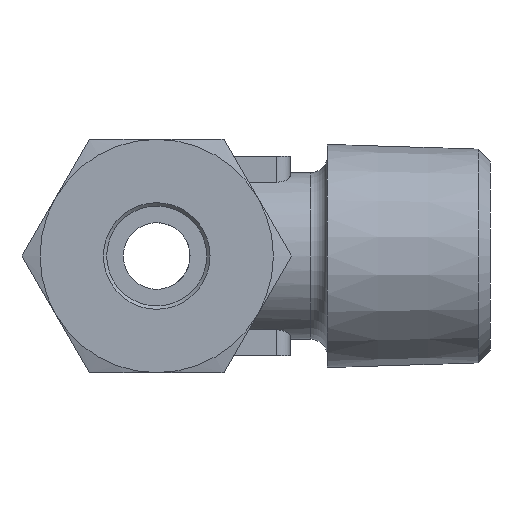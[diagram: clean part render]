
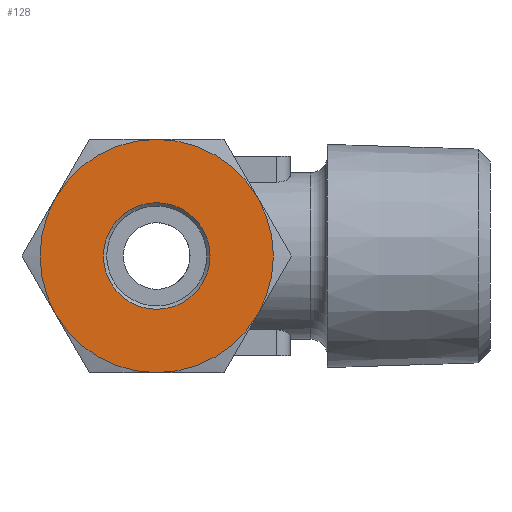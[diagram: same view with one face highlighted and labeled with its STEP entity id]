
A CAD part, left-side view. The second image highlights one B-rep face of the part: STEP entity #128.
In plain terms, the highlighted planar face has unit normal (-1, 0, 0).
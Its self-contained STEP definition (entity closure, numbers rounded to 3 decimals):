
#128 = ADVANCED_FACE( '', ( #294, #295 ), #296, .F. );
#294 = FACE_OUTER_BOUND( '', #520, .T. );
#295 = FACE_BOUND( '', #521, .T. );
#296 = PLANE( '', #522 );
#520 = EDGE_LOOP( '', ( #1043, #1044, #1045, #1046, #1047, #1048 ) );
#521 = EDGE_LOOP( '', ( #1049 ) );
#522 = AXIS2_PLACEMENT_3D( '', #1050, #1051, #1052 );
#1043 = ORIENTED_EDGE( '', *, *, #1504, .F. );
#1044 = ORIENTED_EDGE( '', *, *, #1505, .F. );
#1045 = ORIENTED_EDGE( '', *, *, #1506, .F. );
#1046 = ORIENTED_EDGE( '', *, *, #1507, .F. );
#1047 = ORIENTED_EDGE( '', *, *, #1503, .F. );
#1048 = ORIENTED_EDGE( '', *, *, #1508, .F. );
#1049 = ORIENTED_EDGE( '', *, *, #1378, .T. );
#1050 = CARTESIAN_POINT( '', ( -27., 0., 0. ) );
#1051 = DIRECTION( '', ( 1., 0., 0. ) );
#1052 = DIRECTION( '', ( 0., 0., -1. ) );
#1378 = EDGE_CURVE( '', #1623, #1623, #1624, .T. );
#1503 = EDGE_CURVE( '', #1833, #1746, #1835, .T. );
#1504 = EDGE_CURVE( '', #1836, #1761, #1837, .T. );
#1505 = EDGE_CURVE( '', #1779, #1836, #1838, .T. );
#1506 = EDGE_CURVE( '', #1839, #1779, #1840, .T. );
#1507 = EDGE_CURVE( '', #1746, #1839, #1841, .T. );
#1508 = EDGE_CURVE( '', #1761, #1833, #1842, .T. );
#1623 = VERTEX_POINT( '', #2069 );
#1624 = CIRCLE( '', #2070, 3.2 );
#1746 = VERTEX_POINT( '', #2282 );
#1761 = VERTEX_POINT( '', #2314 );
#1779 = VERTEX_POINT( '', #2354 );
#1833 = VERTEX_POINT( '', #2475 );
#1835 = CIRCLE( '', #2482, 7. );
#1836 = VERTEX_POINT( '', #2483 );
#1837 = CIRCLE( '', #2484, 7. );
#1838 = CIRCLE( '', #2485, 7. );
#1839 = VERTEX_POINT( '', #2486 );
#1840 = CIRCLE( '', #2487, 7. );
#1841 = CIRCLE( '', #2488, 7. );
#1842 = CIRCLE( '', #2489, 7. );
#2069 = CARTESIAN_POINT( '', ( -27., 0., -3.2 ) );
#2070 = AXIS2_PLACEMENT_3D( '', #2685, #2686, #2687 );
#2282 = CARTESIAN_POINT( '', ( -27., -6.062, 3.5 ) );
#2314 = CARTESIAN_POINT( '', ( -27., 6.062, 3.5 ) );
#2354 = CARTESIAN_POINT( '', ( -27., 0., -7. ) );
#2475 = CARTESIAN_POINT( '', ( -27., 0., 7. ) );
#2482 = AXIS2_PLACEMENT_3D( '', #2842, #2843, #2844 );
#2483 = CARTESIAN_POINT( '', ( -27., 6.062, -3.5 ) );
#2484 = AXIS2_PLACEMENT_3D( '', #2845, #2846, #2847 );
#2485 = AXIS2_PLACEMENT_3D( '', #2848, #2849, #2850 );
#2486 = CARTESIAN_POINT( '', ( -27., -6.062, -3.5 ) );
#2487 = AXIS2_PLACEMENT_3D( '', #2851, #2852, #2853 );
#2488 = AXIS2_PLACEMENT_3D( '', #2854, #2855, #2856 );
#2489 = AXIS2_PLACEMENT_3D( '', #2857, #2858, #2859 );
#2685 = CARTESIAN_POINT( '', ( -27., 0., 0. ) );
#2686 = DIRECTION( '', ( 1., 0., 0. ) );
#2687 = DIRECTION( '', ( 0., 0., -1. ) );
#2842 = CARTESIAN_POINT( '', ( -27., 0., 0. ) );
#2843 = DIRECTION( '', ( 1., 0., 0. ) );
#2844 = DIRECTION( '', ( 0., 0., -1. ) );
#2845 = CARTESIAN_POINT( '', ( -27., 0., 0. ) );
#2846 = DIRECTION( '', ( 1., 0., 0. ) );
#2847 = DIRECTION( '', ( 0., 0., -1. ) );
#2848 = CARTESIAN_POINT( '', ( -27., 0., 0. ) );
#2849 = DIRECTION( '', ( 1., 0., 0. ) );
#2850 = DIRECTION( '', ( 0., 0., -1. ) );
#2851 = CARTESIAN_POINT( '', ( -27., 0., 0. ) );
#2852 = DIRECTION( '', ( 1., 0., 0. ) );
#2853 = DIRECTION( '', ( 0., 0., -1. ) );
#2854 = CARTESIAN_POINT( '', ( -27., 0., 0. ) );
#2855 = DIRECTION( '', ( 1., 0., 0. ) );
#2856 = DIRECTION( '', ( 0., 0., -1. ) );
#2857 = CARTESIAN_POINT( '', ( -27., 0., 0. ) );
#2858 = DIRECTION( '', ( 1., 0., 0. ) );
#2859 = DIRECTION( '', ( 0., 0., -1. ) );
